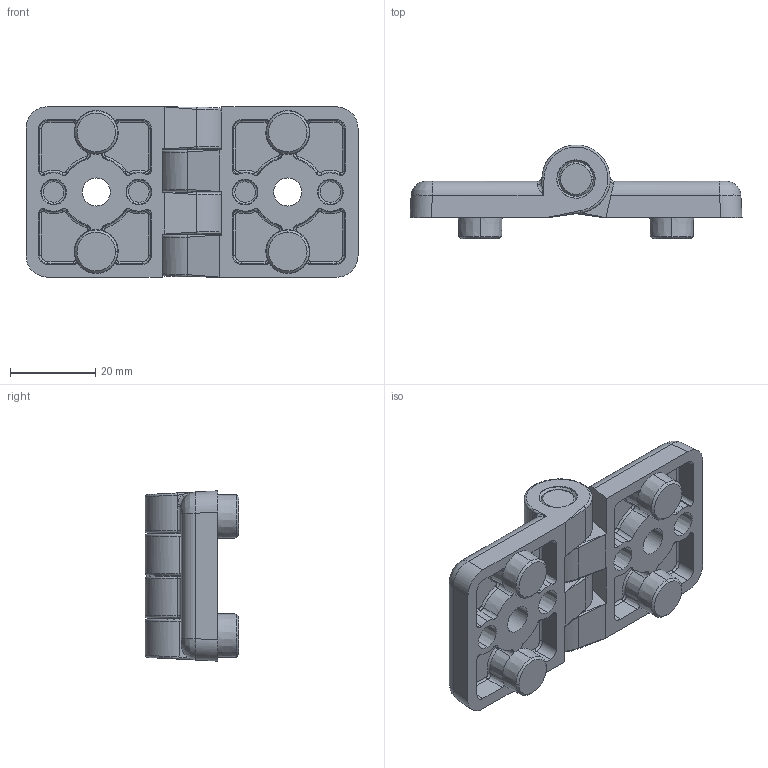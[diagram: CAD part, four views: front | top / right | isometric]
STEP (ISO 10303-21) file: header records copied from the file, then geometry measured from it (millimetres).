
FILE_DESCRIPTION (( 'STEP AP203' ), '1' );
FILE_NAME ('412535659_c_1.STEP', '2023-02-24T06:17:46', ( '' ), ( '' ), 'SwSTEP 2.0', 'SolidWorks 2014', '' );
FILE_SCHEMA (( 'CONFIG_CONTROL_DESIGN' ));
Length unit declared in the file: millimetre
Products named in the file (1): 412535659_c_1
Bounding box: 78 x 22 x 40.01 mm (x, y, z)
Volume: 23954.2 mm3; surface area: 15730.8 mm2
Topology: 7 solids, 7 shells, 506 faces, 1232 edges, 759 vertices
Faces by surface type: cylinder 163, cone 107, torus 89, bspline 74, plane 73
Entity records: 19461 total; most frequent: CARTESIAN_POINT 8006, ORIENTED_EDGE 2460, DIRECTION 2342, EDGE_CURVE 1230, AXIS2_PLACEMENT_3D 995, VERTEX_POINT 759, CIRCLE 562, EDGE_LOOP 539
